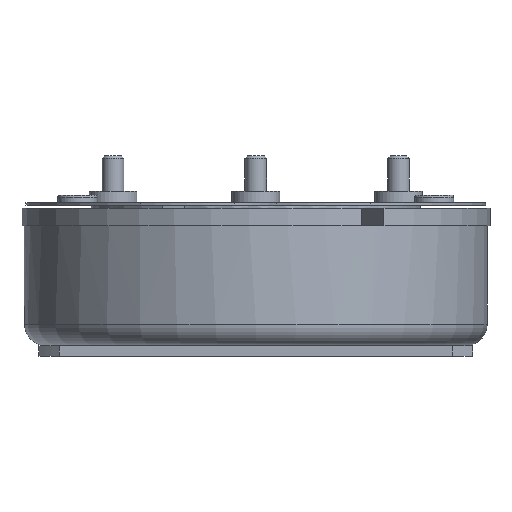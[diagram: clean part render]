
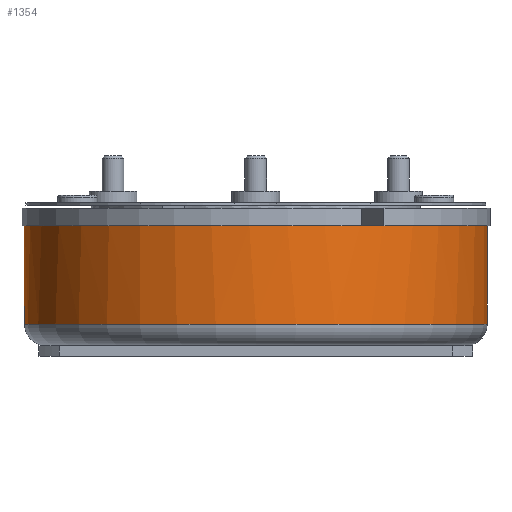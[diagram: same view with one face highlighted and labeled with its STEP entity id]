
A CAD part, front view. The second image highlights one B-rep face of the part: STEP entity #1354.
In plain terms, the highlighted cylindrical face has radius 53.35 mm (diameter 106.7 mm), a partial arc.
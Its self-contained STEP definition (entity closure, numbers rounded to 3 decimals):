
#706 = VERTEX_POINT ( 'NONE', #2315 ) ;
#719 = VERTEX_POINT ( 'NONE', #2346 ) ;
#779 = EDGE_CURVE ( 'NONE', #796, #706, #2461, .T. ) ;
#787 = VERTEX_POINT ( 'NONE', #2474 ) ;
#796 = VERTEX_POINT ( 'NONE', #2494 ) ;
#801 = EDGE_CURVE ( 'NONE', #787, #719, #2503, .T. ) ;
#1249 = EDGE_CURVE ( 'NONE', #1250, #796, #2511, .T. ) ;
#1250 = VERTEX_POINT ( 'NONE', #2518 ) ;
#1259 = EDGE_CURVE ( 'NONE', #1266, #1267, #2527, .T. ) ;
#1266 = VERTEX_POINT ( 'NONE', #2560 ) ;
#1267 = VERTEX_POINT ( 'NONE', #2533 ) ;
#1302 = ORIENTED_EDGE ( 'NONE', *, *, #779, .T. ) ;
#1310 = ORIENTED_EDGE ( 'NONE', *, *, #1316, .T. ) ;
#1312 = ORIENTED_EDGE ( 'NONE', *, *, #1249, .T. ) ;
#1316 = EDGE_CURVE ( 'NONE', #787, #1266, #2621, .T. ) ;
#1323 = ORIENTED_EDGE ( 'NONE', *, *, #1324, .T. ) ;
#1324 = EDGE_CURVE ( 'NONE', #706, #719, #2677, .T. ) ;
#1350 = EDGE_CURVE ( 'NONE', #1267, #1250, #3307, .T. ) ;
#1354 = ADVANCED_FACE ( 'NONE', ( #3304 ), #3273, .T. ) ;
#1356 = ORIENTED_EDGE ( 'NONE', *, *, #801, .F. ) ;
#1368 = ORIENTED_EDGE ( 'NONE', *, *, #1259, .T. ) ;
#1372 = EDGE_LOOP ( 'NONE', ( #1356, #1310, #1368, #1384, #1312, #1302, #1323 ) ) ;
#1384 = ORIENTED_EDGE ( 'NONE', *, *, #1350, .T. ) ;
#2238 = DIRECTION ( 'NONE',  ( -1., 0., 0. ) ) ;
#2239 = DIRECTION ( 'NONE',  ( 0., 0., -1. ) ) ;
#2315 = CARTESIAN_POINT ( 'NONE',  ( -53.35, 0., 5. ) ) ;
#2346 = CARTESIAN_POINT ( 'NONE',  ( 53.35, 0., 5. ) ) ;
#2459 = DIRECTION ( 'NONE',  ( 0., 0., -1. ) ) ;
#2460 = VECTOR ( 'NONE', #2459, 1000. ) ;
#2461 = LINE ( 'NONE', #2468, #2460 ) ;
#2468 = CARTESIAN_POINT ( 'NONE',  ( -53.35, 0., 27.5 ) ) ;
#2474 = CARTESIAN_POINT ( 'NONE',  ( 53.35, 0., 27.7 ) ) ;
#2481 = DIRECTION ( 'NONE',  ( 0., 0., -1. ) ) ;
#2494 = CARTESIAN_POINT ( 'NONE',  ( -53.35, 0., 27.7 ) ) ;
#2501 = VECTOR ( 'NONE', #2481, 1000. ) ;
#2502 = CARTESIAN_POINT ( 'NONE',  ( 53.35, 0., 27.5 ) ) ;
#2503 = LINE ( 'NONE', #2502, #2501 ) ;
#2509 = CARTESIAN_POINT ( 'NONE',  ( 0., 0., 27.7 ) ) ;
#2510 = DIRECTION ( 'NONE',  ( 0., 0., -1. ) ) ;
#2511 = CIRCLE ( 'NONE', #2512, 53.35 ) ;
#2512 = AXIS2_PLACEMENT_3D ( 'NONE', #2509, #2510, #2513 ) ;
#2513 = DIRECTION ( 'NONE',  ( -1., 0., 0. ) ) ;
#2518 = CARTESIAN_POINT ( 'NONE',  ( -53.266, -3., 27.7 ) ) ;
#2525 = CARTESIAN_POINT ( 'NONE',  ( 0., 0., 27.7 ) ) ;
#2526 = AXIS2_PLACEMENT_3D ( 'NONE', #2525, #2239, #2238 ) ;
#2527 = CIRCLE ( 'NONE', #2526, 53.35 ) ;
#2533 = CARTESIAN_POINT ( 'NONE',  ( 24.035, -47.629, 27.7 ) ) ;
#2560 = CARTESIAN_POINT ( 'NONE',  ( 29.231, -44.629, 27.7 ) ) ;
#2621 = CIRCLE ( 'NONE', #2629, 53.35 ) ;
#2626 = DIRECTION ( 'NONE',  ( -1., 0., 0. ) ) ;
#2627 = DIRECTION ( 'NONE',  ( 0., 0., -1. ) ) ;
#2628 = CARTESIAN_POINT ( 'NONE',  ( 0., 0., 27.7 ) ) ;
#2629 = AXIS2_PLACEMENT_3D ( 'NONE', #2628, #2627, #2626 ) ;
#2664 = AXIS2_PLACEMENT_3D ( 'NONE', #2678, #2674, #2673 ) ;
#2673 = DIRECTION ( 'NONE',  ( 1., 0., 0. ) ) ;
#2674 = DIRECTION ( 'NONE',  ( 0., 0., 1. ) ) ;
#2677 = CIRCLE ( 'NONE', #2664, 53.35 ) ;
#2678 = CARTESIAN_POINT ( 'NONE',  ( 0., 0., 5. ) ) ;
#3266 = AXIS2_PLACEMENT_3D ( 'NONE', #3275, #3270, #3286 ) ;
#3270 = DIRECTION ( 'NONE',  ( 0., 0., -1. ) ) ;
#3271 = AXIS2_PLACEMENT_3D ( 'NONE', #3311, #3310, #3309 ) ;
#3273 = CYLINDRICAL_SURFACE ( 'NONE', #3271, 53.35 ) ;
#3275 = CARTESIAN_POINT ( 'NONE',  ( 0., 0., 27.7 ) ) ;
#3286 = DIRECTION ( 'NONE',  ( -1., 0., 0. ) ) ;
#3304 = FACE_OUTER_BOUND ( 'NONE', #1372, .T. ) ;
#3307 = CIRCLE ( 'NONE', #3266, 53.35 ) ;
#3309 = DIRECTION ( 'NONE',  ( -1., 0., 0. ) ) ;
#3310 = DIRECTION ( 'NONE',  ( 0., 0., -1. ) ) ;
#3311 = CARTESIAN_POINT ( 'NONE',  ( 0., 0., 27.5 ) ) ;
